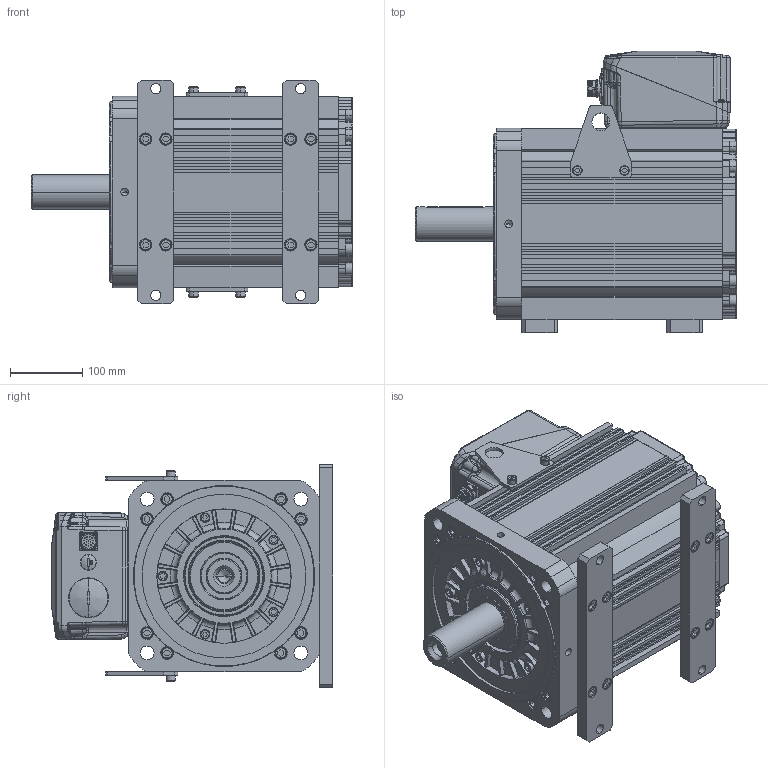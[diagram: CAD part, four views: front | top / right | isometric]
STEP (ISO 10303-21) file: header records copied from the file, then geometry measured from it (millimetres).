
FILE_DESCRIPTION((''),'2;1');
FILE_NAME('51552N-1_SW0001','2016-06-04T',('songwenquan'),(''),'PRO/ENGINEER BY PARAMETRIC TECHNOLOGY CORPORATION, 2010430','PRO/ENGINEER BY PARAMETRIC TECHNOLOGY CORPORATION, 2010430','');
FILE_SCHEMA(('CONFIG_CONTROL_DESIGN'));
Products named in the file (1): 51552N-1_SW0001
Bounding box: 444.02 x 388.3 x 309 mm (x, y, z)
Surface area: 1067448.4 mm2 (no closed solid volume)
Topology: 0 solids, 107 shells, 2282 faces, 6805 edges, 4568 vertices
Faces by surface type: plane 1026, cylinder 610, bspline 307, torus 188, cone 130, sphere 21
Entity records: 105085 total; most frequent: CARTESIAN_POINT 45806, DIRECTION 12171, ORIENTED_EDGE 11685, EDGE_CURVE 6795, VERTEX_POINT 4568, AXIS2_PLACEMENT_3D 4367, VECTOR 3437, LINE 3437
